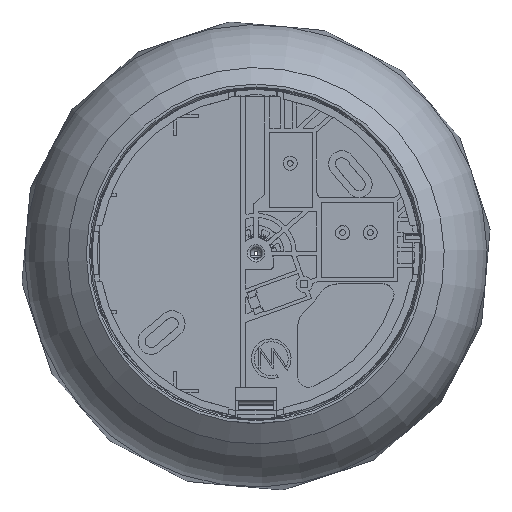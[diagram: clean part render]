
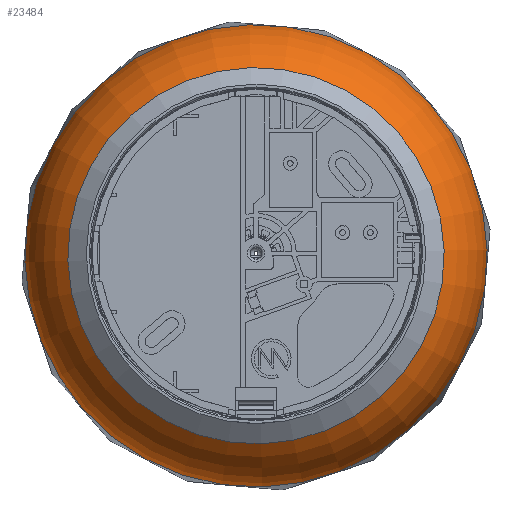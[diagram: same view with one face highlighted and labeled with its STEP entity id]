
A CAD part, top view. The second image highlights one B-rep face of the part: STEP entity #23484.
In plain terms, the highlighted toroidal (fillet/blend) face has major radius 43.745 mm and minor radius 40 mm.
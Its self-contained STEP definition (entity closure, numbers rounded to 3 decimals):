
#6276=TOROIDAL_SURFACE('',#24759,43.745,40.);
#6327=FACE_OUTER_BOUND('',#7563,.T.);
#7563=EDGE_LOOP('',(#15261,#15262,#15263,#15264,#15265,#15266,#15267));
#8895=CIRCLE('',#24756,83.431);
#8896=CIRCLE('',#24757,83.431);
#8898=CIRCLE('',#24760,67.915);
#8899=CIRCLE('',#24761,67.915);
#8900=CIRCLE('',#24762,40.);
#8901=CIRCLE('',#24763,67.915);
#9436=VERTEX_POINT('',#32175);
#9437=VERTEX_POINT('',#32176);
#9438=VERTEX_POINT('',#32181);
#9439=VERTEX_POINT('',#32182);
#9440=VERTEX_POINT('',#32184);
#11738=EDGE_CURVE('',#9436,#9437,#8895,.T.);
#11739=EDGE_CURVE('',#9437,#9436,#8896,.T.);
#11741=EDGE_CURVE('',#9438,#9439,#8898,.T.);
#11742=EDGE_CURVE('',#9440,#9438,#8899,.T.);
#11743=EDGE_CURVE('',#9440,#9437,#8900,.T.);
#11744=EDGE_CURVE('',#9439,#9440,#8901,.T.);
#15261=ORIENTED_EDGE('',*,*,#11741,.F.);
#15262=ORIENTED_EDGE('',*,*,#11742,.F.);
#15263=ORIENTED_EDGE('',*,*,#11743,.T.);
#15264=ORIENTED_EDGE('',*,*,#11739,.T.);
#15265=ORIENTED_EDGE('',*,*,#11738,.T.);
#15266=ORIENTED_EDGE('',*,*,#11743,.F.);
#15267=ORIENTED_EDGE('',*,*,#11744,.F.);
#23484=ADVANCED_FACE('',(#6327),#6276,.T.);
#24756=AXIS2_PLACEMENT_3D('',#32177,#26553,#26554);
#24757=AXIS2_PLACEMENT_3D('',#32178,#26555,#26556);
#24759=AXIS2_PLACEMENT_3D('',#32180,#26559,#26560);
#24760=AXIS2_PLACEMENT_3D('',#32183,#26561,#26562);
#24761=AXIS2_PLACEMENT_3D('',#32185,#26563,#26564);
#24762=AXIS2_PLACEMENT_3D('',#32186,#26565,#26566);
#24763=AXIS2_PLACEMENT_3D('',#32187,#26567,#26568);
#26553=DIRECTION('center_axis',(0.,0.,
1.));
#26554=DIRECTION('ref_axis',(0.622,0.783,0.));
#26555=DIRECTION('center_axis',(0.,0.,
1.));
#26556=DIRECTION('ref_axis',(0.622,0.783,0.));
#26559=DIRECTION('center_axis',(0.,0.,
1.));
#26560=DIRECTION('ref_axis',(0.783,-0.622,0.));
#26561=DIRECTION('center_axis',(0.,0.,
1.));
#26562=DIRECTION('ref_axis',(0.622,0.783,0.));
#26563=DIRECTION('center_axis',(0.,0.,
1.));
#26564=DIRECTION('ref_axis',(0.622,0.783,0.));
#26565=DIRECTION('center_axis',(-0.622,-0.783,0.));
#26566=DIRECTION('ref_axis',(-0.783,0.622,0.));
#26567=DIRECTION('center_axis',(0.,0.,
1.));
#26568=DIRECTION('ref_axis',(0.622,0.783,0.));
#32175=CARTESIAN_POINT('',(-51.861,-65.527,-422.084));
#32176=CARTESIAN_POINT('',(-65.355,51.689,-422.084));
#32177=CARTESIAN_POINT('Origin',(0.,-0.172,
-422.084));
#32178=CARTESIAN_POINT('Origin',(0.,-0.172,
-422.084));
#32180=CARTESIAN_POINT('Origin',(0.,-0.172,
-427.084));
#32181=CARTESIAN_POINT('',(-42.216,-53.373,-395.212));
#32182=CARTESIAN_POINT('',(42.216,53.029,-395.212));
#32183=CARTESIAN_POINT('Origin',(0.,-0.172,
-395.212));
#32184=CARTESIAN_POINT('',(-53.201,42.044,-395.212));
#32185=CARTESIAN_POINT('Origin',(0.,-0.172,
-395.212));
#32186=CARTESIAN_POINT('Origin',(-34.267,27.02,-427.084));
#32187=CARTESIAN_POINT('Origin',(0.,-0.172,
-395.212));
